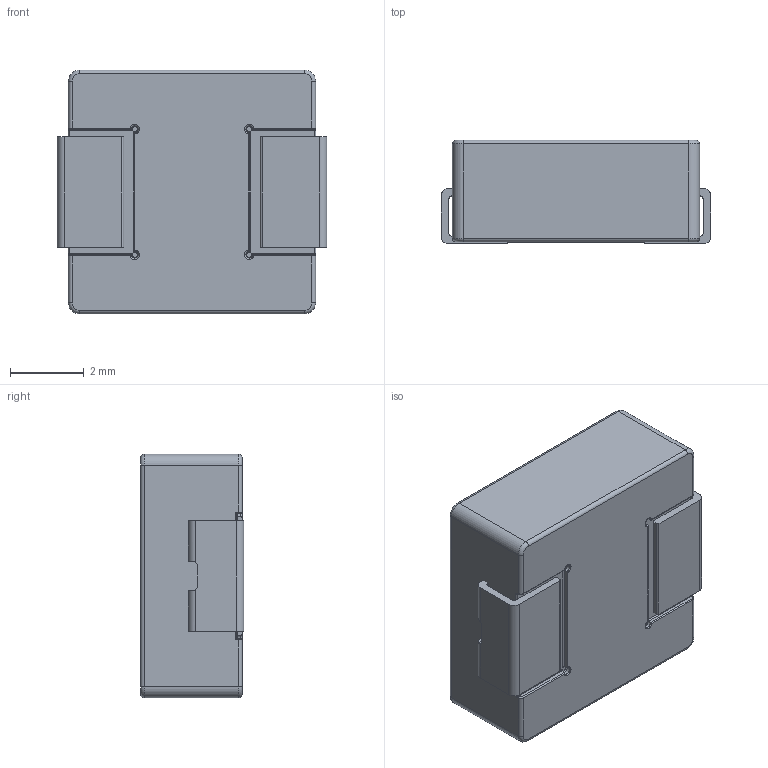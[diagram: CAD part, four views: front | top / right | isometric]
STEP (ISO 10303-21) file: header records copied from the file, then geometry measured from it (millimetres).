
FILE_DESCRIPTION (( 'STEP AP214' ), '1' );
FILE_NAME ('AMXLA-Q6030-R47M-T.STEP', '2023-11-22T06:51:43', ( '' ), ( '' ), 'SwSTEP 2.0', 'SolidWorks 2021', '' );
FILE_SCHEMA (( 'AUTOMOTIVE_DESIGN' ));
Length unit declared in the file: millimetre
Products named in the file (2): AMXLA-Q6030-R47M-T_AMXLA-Q6030-R47M-T; AMXLA-Q6030-R47M-T
Assembly tree (1 placements, depth 2):
  AMXLA-Q6030-R47M-T
    AMXLA-Q6030-R47M-T_AMXLA-Q6030-R47M-T
Bounding box: 7.3 x 2.81 x 6.6 mm (x, y, z)
Volume: 135.1 mm3; surface area: 316 mm2
Topology: 18 solids, 18 shells, 426 faces, 1081 edges, 691 vertices
Faces by surface type: torus 145, plane 131, cylinder 101, bspline 49
Entity records: 14149 total; most frequent: CARTESIAN_POINT 3628, DIRECTION 2221, ORIENTED_EDGE 2162, EDGE_CURVE 1081, AXIS2_PLACEMENT_3D 923, VERTEX_POINT 691, CIRCLE 542, EDGE_LOOP 430
